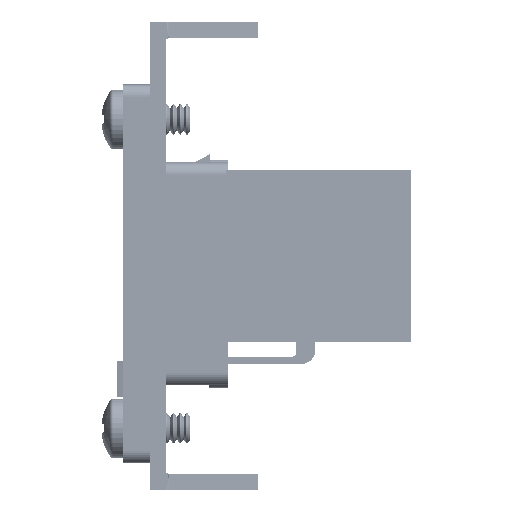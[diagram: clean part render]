
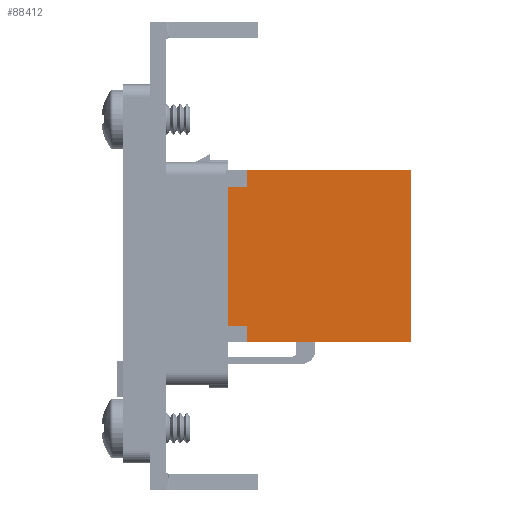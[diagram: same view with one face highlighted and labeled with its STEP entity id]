
A CAD part, left-side view. The second image highlights one B-rep face of the part: STEP entity #88412.
In plain terms, the highlighted face is planar.
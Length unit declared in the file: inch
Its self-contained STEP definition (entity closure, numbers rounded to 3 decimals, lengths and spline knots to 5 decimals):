
#69469 = DIRECTION ( 'NONE',  ( -1., 0., 0. ) ) ;
#69470 = VECTOR ( 'NONE', #69469, 39.37008 ) ;
#69471 = CARTESIAN_POINT ( 'NONE',  ( 0.532, -0.3175, -0.285 ) ) ;
#69472 = LINE ( 'NONE', #69471, #69470 ) ;
#69512 = CARTESIAN_POINT ( 'NONE',  ( 0.532, -0.3175, -0.285 ) ) ;
#69513 = DIRECTION ( 'NONE',  ( -1., 0., 0. ) ) ;
#69514 = VECTOR ( 'NONE', #69513, 39.37008 ) ;
#69515 = CARTESIAN_POINT ( 'NONE',  ( 0.532, -0.3175, -0.285 ) ) ;
#69516 = LINE ( 'NONE', #69515, #69514 ) ;
#69517 = CARTESIAN_POINT ( 'NONE',  ( -0.072, -0.3175, -0.285 ) ) ;
#69532 = CARTESIAN_POINT ( 'NONE',  ( -0.152, -0.3175, -0.285 ) ) ;
#69533 = CARTESIAN_POINT ( 'NONE',  ( -0.072, 0.3175, -0.285 ) ) ;
#69548 = CARTESIAN_POINT ( 'NONE',  ( -0.532, -0.3175, -0.285 ) ) ;
#69564 = VECTOR ( 'NONE', #69626, 39.37008 ) ;
#69565 = CARTESIAN_POINT ( 'NONE',  ( -0.152, 0.3175, -0.285 ) ) ;
#69566 = LINE ( 'NONE', #69565, #69564 ) ;
#69567 = CARTESIAN_POINT ( 'NONE',  ( -0.152, 0.3175, -0.285 ) ) ;
#69568 = DIRECTION ( 'NONE',  ( -1., 0., 0. ) ) ;
#69569 = VECTOR ( 'NONE', #69568, 39.37008 ) ;
#69570 = CARTESIAN_POINT ( 'NONE',  ( 0.532, 0.3175, -0.285 ) ) ;
#69571 = LINE ( 'NONE', #69570, #69569 ) ;
#69572 = CARTESIAN_POINT ( 'NONE',  ( -0.532, 0.3175, -0.285 ) ) ;
#69573 = DIRECTION ( 'NONE',  ( 0., 1., 0. ) ) ;
#69574 = VECTOR ( 'NONE', #69573, 39.37008 ) ;
#69575 = CARTESIAN_POINT ( 'NONE',  ( -0.532, 0.3175, -0.285 ) ) ;
#69576 = LINE ( 'NONE', #69575, #69574 ) ;
#69577 = DIRECTION ( 'NONE',  ( 0., -1., 0. ) ) ;
#69578 = VECTOR ( 'NONE', #69577, 39.37008 ) ;
#69579 = CARTESIAN_POINT ( 'NONE',  ( -0.152, -0.2575, -0.285 ) ) ;
#69580 = LINE ( 'NONE', #69579, #69578 ) ;
#69581 = CARTESIAN_POINT ( 'NONE',  ( -0.152, -0.2575, -0.285 ) ) ;
#69582 = DIRECTION ( 'NONE',  ( 0., 1., 0. ) ) ;
#69583 = VECTOR ( 'NONE', #69582, 39.37008 ) ;
#69584 = CARTESIAN_POINT ( 'NONE',  ( -0.072, -0.2575, -0.285 ) ) ;
#69585 = LINE ( 'NONE', #69584, #69583 ) ;
#69586 = DIRECTION ( 'NONE',  ( 0., 1., 0. ) ) ;
#69587 = VECTOR ( 'NONE', #69586, 39.37008 ) ;
#69588 = CARTESIAN_POINT ( 'NONE',  ( 0.532, 0.3175, -0.285 ) ) ;
#69589 = LINE ( 'NONE', #69588, #69587 ) ;
#69590 = CARTESIAN_POINT ( 'NONE',  ( 0.532, 0.3175, -0.285 ) ) ;
#69591 = DIRECTION ( 'NONE',  ( -1., 0., 0. ) ) ;
#69592 = VECTOR ( 'NONE', #69591, 39.37008 ) ;
#69593 = CARTESIAN_POINT ( 'NONE',  ( 0.532, 0.3175, -0.285 ) ) ;
#69594 = LINE ( 'NONE', #69593, #69592 ) ;
#69595 = CARTESIAN_POINT ( 'NONE',  ( -0.072, -0.2575, -0.285 ) ) ;
#69596 = DIRECTION ( 'NONE',  ( -1., 0., 0. ) ) ;
#69597 = VECTOR ( 'NONE', #69596, 39.37008 ) ;
#69598 = CARTESIAN_POINT ( 'NONE',  ( -0.152, -0.2575, -0.285 ) ) ;
#69599 = LINE ( 'NONE', #69598, #69597 ) ;
#69600 = DIRECTION ( 'NONE',  ( 0., -1., 0. ) ) ;
#69601 = DIRECTION ( 'NONE',  ( 0., 0., 1. ) ) ;
#69602 = CARTESIAN_POINT ( 'NONE',  ( 0.532, 0.3175, -0.285 ) ) ;
#69603 = AXIS2_PLACEMENT_3D ( 'NONE', #69602, #69601, #69600 ) ;
#69604 = PLANE ( 'NONE',  #69603 ) ;
#69605 = FACE_OUTER_BOUND ( 'NONE', #88413, .T. ) ;
#69625 = CARTESIAN_POINT ( 'NONE',  ( -0.152, 0.2575, -0.285 ) ) ;
#69626 = DIRECTION ( 'NONE',  ( 0., -1., 0. ) ) ;
#69696 = DIRECTION ( 'NONE',  ( 0., 1., 0. ) ) ;
#69697 = VECTOR ( 'NONE', #69696, 39.37008 ) ;
#69698 = CARTESIAN_POINT ( 'NONE',  ( -0.072, 0.3175, -0.285 ) ) ;
#69699 = LINE ( 'NONE', #69698, #69697 ) ;
#69700 = CARTESIAN_POINT ( 'NONE',  ( -0.072, 0.2575, -0.285 ) ) ;
#69701 = DIRECTION ( 'NONE',  ( 1., 0., 0. ) ) ;
#69702 = VECTOR ( 'NONE', #69701, 39.37008 ) ;
#69703 = CARTESIAN_POINT ( 'NONE',  ( -0.152, 0.2575, -0.285 ) ) ;
#69704 = LINE ( 'NONE', #69703, #69702 ) ;
#88341 = EDGE_CURVE ( 'NONE', #88342, #88368, #69472, .T. ) ;
#88342 = VERTEX_POINT ( 'NONE', #69532 ) ;
#88351 = VERTEX_POINT ( 'NONE', #69517 ) ;
#88353 = EDGE_CURVE ( 'NONE', #88354, #88351, #69516, .T. ) ;
#88354 = VERTEX_POINT ( 'NONE', #69512 ) ;
#88368 = VERTEX_POINT ( 'NONE', #69548 ) ;
#88378 = VERTEX_POINT ( 'NONE', #69533 ) ;
#88379 = ORIENTED_EDGE ( 'NONE', *, *, #88380, .F. ) ;
#88380 = EDGE_CURVE ( 'NONE', #88381, #88378, #69594, .T. ) ;
#88381 = VERTEX_POINT ( 'NONE', #69590 ) ;
#88382 = ORIENTED_EDGE ( 'NONE', *, *, #88383, .F. ) ;
#88383 = EDGE_CURVE ( 'NONE', #88354, #88381, #69589, .T. ) ;
#88384 = ORIENTED_EDGE ( 'NONE', *, *, #88353, .T. ) ;
#88385 = ORIENTED_EDGE ( 'NONE', *, *, #88386, .T. ) ;
#88386 = EDGE_CURVE ( 'NONE', #88351, #88416, #69585, .T. ) ;
#88388 = VERTEX_POINT ( 'NONE', #69581 ) ;
#88389 = ORIENTED_EDGE ( 'NONE', *, *, #88390, .T. ) ;
#88390 = EDGE_CURVE ( 'NONE', #88388, #88342, #69580, .T. ) ;
#88391 = ORIENTED_EDGE ( 'NONE', *, *, #88341, .T. ) ;
#88392 = ORIENTED_EDGE ( 'NONE', *, *, #88393, .T. ) ;
#88393 = EDGE_CURVE ( 'NONE', #88368, #88394, #69576, .T. ) ;
#88394 = VERTEX_POINT ( 'NONE', #69572 ) ;
#88395 = ORIENTED_EDGE ( 'NONE', *, *, #88396, .F. ) ;
#88396 = EDGE_CURVE ( 'NONE', #88397, #88394, #69571, .T. ) ;
#88397 = VERTEX_POINT ( 'NONE', #69567 ) ;
#88398 = ORIENTED_EDGE ( 'NONE', *, *, #88399, .T. ) ;
#88399 = EDGE_CURVE ( 'NONE', #88397, #88400, #69566, .T. ) ;
#88400 = VERTEX_POINT ( 'NONE', #69625 ) ;
#88401 = ORIENTED_EDGE ( 'NONE', *, *, #88463, .T. ) ;
#88412 = ADVANCED_FACE ( 'NONE', ( #69605 ), #69604, .F. ) ;
#88413 = EDGE_LOOP ( 'NONE', ( #88414, #88389, #88391, #88392, #88395, #88398, #88401, #88465, #88379, #88382, #88384, #88385 ) ) ;
#88414 = ORIENTED_EDGE ( 'NONE', *, *, #88415, .T. ) ;
#88415 = EDGE_CURVE ( 'NONE', #88416, #88388, #69599, .T. ) ;
#88416 = VERTEX_POINT ( 'NONE', #69595 ) ;
#88463 = EDGE_CURVE ( 'NONE', #88400, #88464, #69704, .T. ) ;
#88464 = VERTEX_POINT ( 'NONE', #69700 ) ;
#88465 = ORIENTED_EDGE ( 'NONE', *, *, #88466, .T. ) ;
#88466 = EDGE_CURVE ( 'NONE', #88464, #88378, #69699, .T. ) ;
